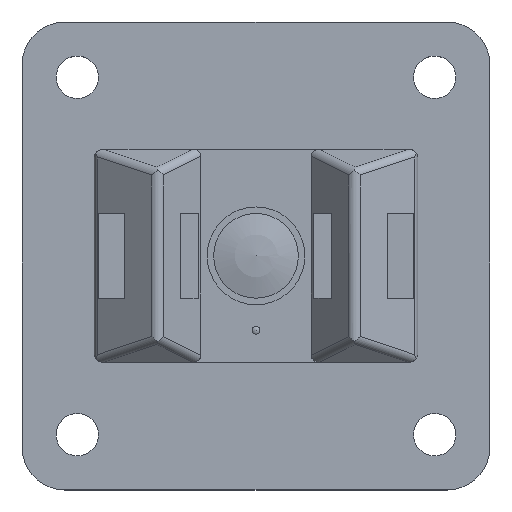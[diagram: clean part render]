
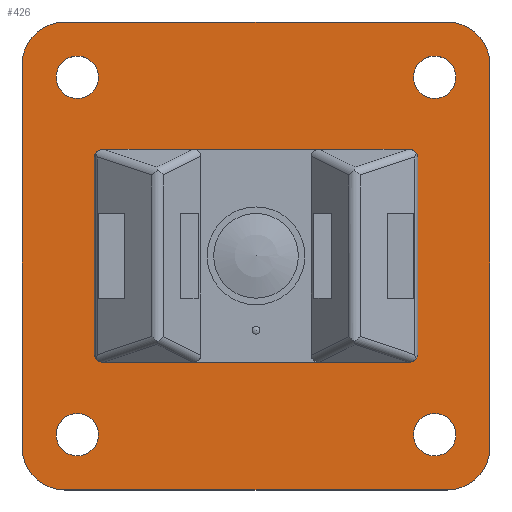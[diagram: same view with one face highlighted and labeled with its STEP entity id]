
A CAD part, top view. The second image highlights one B-rep face of the part: STEP entity #426.
In plain terms, the highlighted planar face has unit normal (0, 0, 1).
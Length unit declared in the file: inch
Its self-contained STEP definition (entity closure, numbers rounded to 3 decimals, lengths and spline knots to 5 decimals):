
#209=LINE('',#1939,#293);
#210=LINE('',#1940,#294);
#211=LINE('',#1941,#295);
#212=LINE('',#1942,#296);
#293=VECTOR('',#1577,1.);
#294=VECTOR('',#1578,1.);
#295=VECTOR('',#1579,1.);
#296=VECTOR('',#1580,1.);
#360=FACE_BOUND('',#575,.T.);
#361=FACE_BOUND('',#576,.T.);
#362=FACE_BOUND('',#577,.T.);
#363=FACE_BOUND('',#578,.T.);
#364=FACE_BOUND('',#579,.T.);
#365=FACE_BOUND('',#580,.T.);
#426=ADVANCED_FACE('',(#360,#361,#362,#363,#364,#365),#456,.T.);
#456=PLANE('',#1269);
#575=EDGE_LOOP('',(#839));
#576=EDGE_LOOP('',(#840));
#577=EDGE_LOOP('',(#841));
#578=EDGE_LOOP('',(#842));
#579=EDGE_LOOP('',(#843,#844,#845,#846,#847,#848,#849,#850));
#580=EDGE_LOOP('',(#851));
#839=ORIENTED_EDGE('',*,*,#1093,.T.);
#840=ORIENTED_EDGE('',*,*,#1095,.T.);
#841=ORIENTED_EDGE('',*,*,#1097,.T.);
#842=ORIENTED_EDGE('',*,*,#1099,.T.);
#843=ORIENTED_EDGE('',*,*,#1119,.F.);
#844=ORIENTED_EDGE('',*,*,#1111,.T.);
#845=ORIENTED_EDGE('',*,*,#1120,.F.);
#846=ORIENTED_EDGE('',*,*,#1107,.T.);
#847=ORIENTED_EDGE('',*,*,#1121,.F.);
#848=ORIENTED_EDGE('',*,*,#1103,.T.);
#849=ORIENTED_EDGE('',*,*,#1122,.F.);
#850=ORIENTED_EDGE('',*,*,#1115,.T.);
#851=ORIENTED_EDGE('',*,*,#1118,.F.);
#956=VERTEX_POINT('',#1879);
#958=VERTEX_POINT('',#1884);
#960=VERTEX_POINT('',#1889);
#962=VERTEX_POINT('',#1894);
#966=VERTEX_POINT('',#1902);
#967=VERTEX_POINT('',#1904);
#970=VERTEX_POINT('',#1911);
#971=VERTEX_POINT('',#1913);
#974=VERTEX_POINT('',#1920);
#975=VERTEX_POINT('',#1922);
#978=VERTEX_POINT('',#1929);
#979=VERTEX_POINT('',#1931);
#981=VERTEX_POINT('',#1937);
#1093=EDGE_CURVE('',#956,#956,#1138,.T.);
#1095=EDGE_CURVE('',#958,#958,#1140,.T.);
#1097=EDGE_CURVE('',#960,#960,#1142,.T.);
#1099=EDGE_CURVE('',#962,#962,#1144,.T.);
#1103=EDGE_CURVE('',#967,#966,#1147,.T.);
#1107=EDGE_CURVE('',#971,#970,#1149,.T.);
#1111=EDGE_CURVE('',#975,#974,#1151,.T.);
#1115=EDGE_CURVE('',#979,#978,#1153,.T.);
#1118=EDGE_CURVE('',#981,#981,#1155,.T.);
#1119=EDGE_CURVE('',#975,#978,#209,.T.);
#1120=EDGE_CURVE('',#971,#974,#210,.T.);
#1121=EDGE_CURVE('',#967,#970,#211,.T.);
#1122=EDGE_CURVE('',#979,#966,#212,.T.);
#1138=CIRCLE('',#1242,0.05);
#1140=CIRCLE('',#1245,0.05);
#1142=CIRCLE('',#1248,0.05);
#1144=CIRCLE('',#1251,0.05);
#1147=CIRCLE('',#1255,0.1);
#1149=CIRCLE('',#1258,0.1);
#1151=CIRCLE('',#1261,0.1);
#1153=CIRCLE('',#1264,0.1);
#1155=CIRCLE('',#1267,0.2);
#1242=AXIS2_PLACEMENT_3D('',#1878,#1515,#1516);
#1245=AXIS2_PLACEMENT_3D('',#1883,#1521,#1522);
#1248=AXIS2_PLACEMENT_3D('',#1888,#1527,#1528);
#1251=AXIS2_PLACEMENT_3D('',#1893,#1533,#1534);
#1255=AXIS2_PLACEMENT_3D('',#1903,#1542,#1543);
#1258=AXIS2_PLACEMENT_3D('',#1912,#1550,#1551);
#1261=AXIS2_PLACEMENT_3D('',#1921,#1558,#1559);
#1264=AXIS2_PLACEMENT_3D('',#1930,#1566,#1567);
#1267=AXIS2_PLACEMENT_3D('',#1936,#1573,#1574);
#1269=AXIS2_PLACEMENT_3D('',#1943,#1581,#1582);
#1515=DIRECTION('',(0.,0.,-1.));
#1516=DIRECTION('',(-1.,0.,0.));
#1521=DIRECTION('',(0.,0.,-1.));
#1522=DIRECTION('',(-1.,0.,0.));
#1527=DIRECTION('',(0.,0.,-1.));
#1528=DIRECTION('',(-1.,0.,0.));
#1533=DIRECTION('',(0.,0.,-1.));
#1534=DIRECTION('',(-1.,0.,0.));
#1542=DIRECTION('',(0.,0.,1.));
#1543=DIRECTION('',(1.,0.,0.));
#1550=DIRECTION('',(0.,0.,1.));
#1551=DIRECTION('',(1.,0.,0.));
#1558=DIRECTION('',(0.,0.,1.));
#1559=DIRECTION('',(1.,0.,0.));
#1566=DIRECTION('',(0.,0.,1.));
#1567=DIRECTION('',(1.,0.,0.));
#1573=DIRECTION('',(0.,0.,1.));
#1574=DIRECTION('',(1.,0.,0.));
#1577=DIRECTION('',(-1.,0.,0.));
#1578=DIRECTION('',(0.,-1.,0.));
#1579=DIRECTION('',(1.,0.,0.));
#1580=DIRECTION('',(0.,1.,0.));
#1581=DIRECTION('',(0.,0.,1.));
#1582=DIRECTION('',(1.,0.,0.));
#1878=CARTESIAN_POINT('',(0.97,0.13,0.04));
#1879=CARTESIAN_POINT('',(0.92,0.13,0.04));
#1883=CARTESIAN_POINT('',(0.97,0.97,0.04));
#1884=CARTESIAN_POINT('',(0.92,0.97,0.04));
#1888=CARTESIAN_POINT('',(0.13,0.97,0.04));
#1889=CARTESIAN_POINT('',(0.08,0.97,0.04));
#1893=CARTESIAN_POINT('',(0.13,0.13,0.04));
#1894=CARTESIAN_POINT('',(0.08,0.13,0.04));
#1902=CARTESIAN_POINT('',(0.,1.,0.04));
#1903=CARTESIAN_POINT('',(0.1,1.,0.04));
#1904=CARTESIAN_POINT('',(0.1,1.1,0.04));
#1911=CARTESIAN_POINT('',(1.,1.1,0.04));
#1912=CARTESIAN_POINT('',(1.,1.,0.04));
#1913=CARTESIAN_POINT('',(1.1,1.,0.04));
#1920=CARTESIAN_POINT('',(1.1,0.1,0.04));
#1921=CARTESIAN_POINT('',(1.,0.1,0.04));
#1922=CARTESIAN_POINT('',(1.,0.,0.04));
#1929=CARTESIAN_POINT('',(0.1,0.,0.04));
#1930=CARTESIAN_POINT('',(0.1,0.1,0.04));
#1931=CARTESIAN_POINT('',(0.,0.1,0.04));
#1936=CARTESIAN_POINT('',(0.55,0.55,0.04));
#1937=CARTESIAN_POINT('',(0.75,0.55,0.04));
#1939=CARTESIAN_POINT('',(0.55,0.,0.04));
#1940=CARTESIAN_POINT('',(1.1,0.55,0.04));
#1941=CARTESIAN_POINT('',(0.55,1.1,0.04));
#1942=CARTESIAN_POINT('',(0.,0.55,0.04));
#1943=CARTESIAN_POINT('',(0.55,0.55,0.04));
